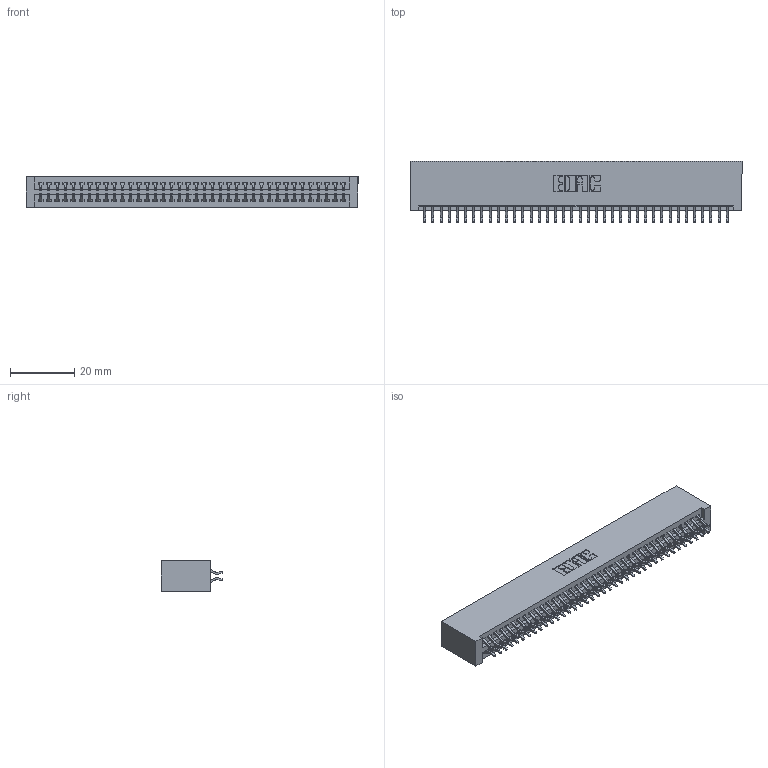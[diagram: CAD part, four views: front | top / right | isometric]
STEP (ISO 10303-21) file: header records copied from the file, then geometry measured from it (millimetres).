
FILE_DESCRIPTION (( 'STEP AP203' ), '1' );
FILE_NAME ('345-076-556-201.STEP', '2018-10-02T17:38:27', ( '' ), ( '' ), 'SwSTEP 2.0', 'SolidWorks 2016', '' );
FILE_SCHEMA (( 'CONFIG_CONTROL_DESIGN' ));
Length unit declared in the file: inch
Products named in the file (3): 345-292-001_556 Tail; 345 Part_No Mounting Lugs; 345-076-556-201
Assembly tree (77 placements, depth 2):
  345-076-556-201
    345 Part_No Mounting Lugs
    345-292-001_556 Tail  x76
Bounding box: 103.12 x 19.24 x 9.4 mm (x, y, z)
Volume: 10593.3 mm3; surface area: 15818 mm2
Topology: 77 solids, 77 shells, 4374 faces, 13009 edges, 8570 vertices
Faces by surface type: plane 2888, cylinder 1486
Entity records: 30297 total; most frequent: CARTESIAN_POINT 5096, ORIENTED_EDGE 5018, DIRECTION 4481, EDGE_CURVE 2509, LINE 2225, VECTOR 2225, VERTEX_POINT 1670, AXIS2_PLACEMENT_3D 1128
